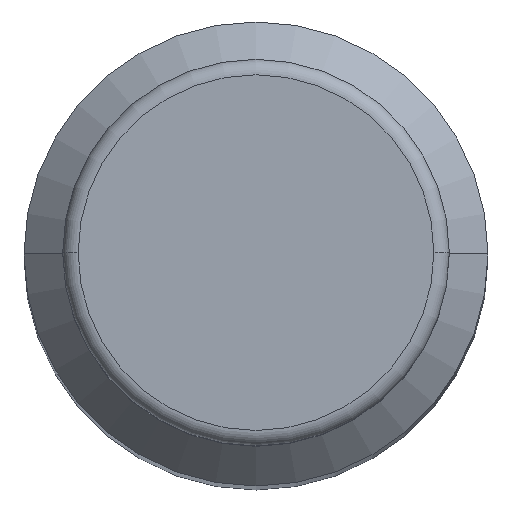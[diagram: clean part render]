
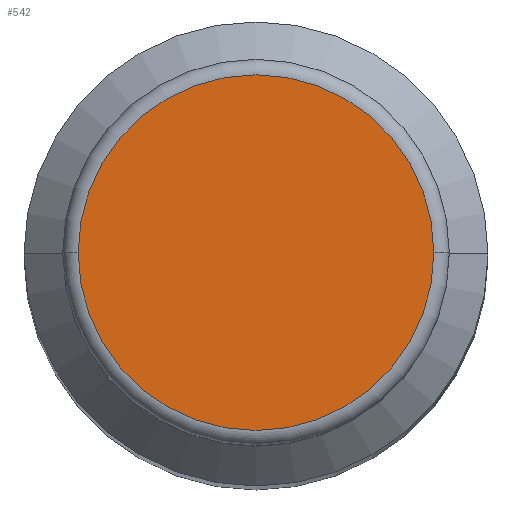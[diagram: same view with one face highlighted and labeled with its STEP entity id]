
A CAD part, top view. The second image highlights one B-rep face of the part: STEP entity #542.
In plain terms, the highlighted planar face has unit normal (0, 0, 1).
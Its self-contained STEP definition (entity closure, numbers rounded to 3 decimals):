
#37 = VERTEX_POINT ( 'NONE', #212 ) ;
#38 = VERTEX_POINT ( 'NONE', #206 ) ;
#206 = CARTESIAN_POINT ( 'NONE',  ( -4.6, 0., 80. ) ) ;
#212 = CARTESIAN_POINT ( 'NONE',  ( 4.6, 0., 80. ) ) ;
#283 = PLANE ( 'NONE',  #335 ) ;
#290 = FACE_OUTER_BOUND ( 'NONE', #700, .T. ) ;
#319 = DIRECTION ( 'NONE',  ( -1., 0., 0. ) ) ;
#320 = DIRECTION ( 'NONE',  ( 0., 0., -1. ) ) ;
#321 = CARTESIAN_POINT ( 'NONE',  ( 0., 0., 80. ) ) ;
#322 = CIRCLE ( 'NONE', #331, 4.6 ) ;
#326 = DIRECTION ( 'NONE',  ( -1., 0., 0. ) ) ;
#327 = DIRECTION ( 'NONE',  ( 0., 0., -1. ) ) ;
#328 = CARTESIAN_POINT ( 'NONE',  ( 0., 0., 80. ) ) ;
#331 = AXIS2_PLACEMENT_3D ( 'NONE', #321, #320, #319 ) ;
#335 = AXIS2_PLACEMENT_3D ( 'NONE', #328, #327, #326 ) ;
#379 = DIRECTION ( 'NONE',  ( -1., 0., 0. ) ) ;
#380 = DIRECTION ( 'NONE',  ( 0., 0., -1. ) ) ;
#381 = CARTESIAN_POINT ( 'NONE',  ( 0., 0., 80. ) ) ;
#382 = AXIS2_PLACEMENT_3D ( 'NONE', #381, #380, #379 ) ;
#506 = CIRCLE ( 'NONE', #382, 4.6 ) ;
#528 = ORIENTED_EDGE ( 'NONE', *, *, #601, .F. ) ;
#541 = ORIENTED_EDGE ( 'NONE', *, *, #543, .F. ) ;
#542 = ADVANCED_FACE ( 'NONE', ( #290 ), #283, .F. ) ;
#543 = EDGE_CURVE ( 'NONE', #37, #38, #322, .T. ) ;
#601 = EDGE_CURVE ( 'NONE', #38, #37, #506, .T. ) ;
#700 = EDGE_LOOP ( 'NONE', ( #528, #541 ) ) ;
